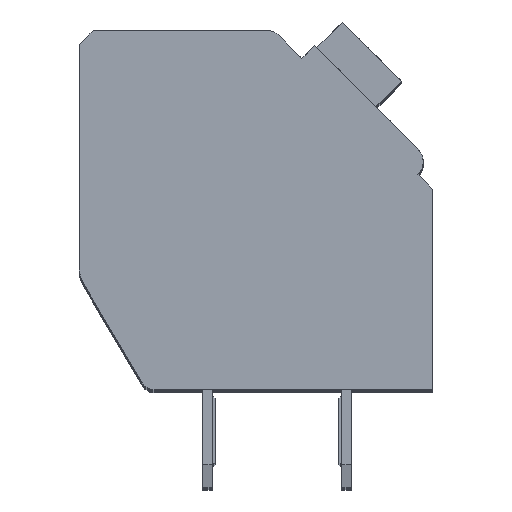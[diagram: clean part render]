
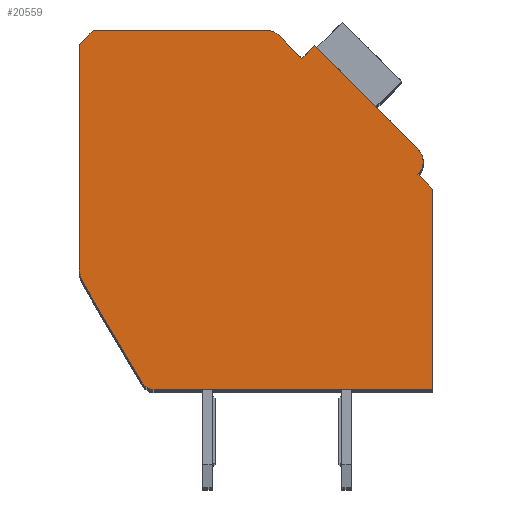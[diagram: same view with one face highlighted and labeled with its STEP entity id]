
A CAD part, top view. The second image highlights one B-rep face of the part: STEP entity #20559.
In plain terms, the highlighted planar face has unit normal (0, 0, 1).
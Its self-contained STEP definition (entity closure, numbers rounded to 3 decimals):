
#433=DIRECTION('',(0.,-1.,0.));
#434=VECTOR('',#433,8.053);
#435=CARTESIAN_POINT('',(-12.7,12.4,2.1));
#436=LINE('',#435,#434);
#437=DIRECTION('',(-0.707,-0.707,0.));
#438=VECTOR('',#437,0.707);
#439=CARTESIAN_POINT('',(-12.2,12.9,2.1));
#440=LINE('',#439,#438);
#441=DIRECTION('',(-1.,0.,0.));
#442=VECTOR('',#441,6.298);
#443=CARTESIAN_POINT('',(-5.902,12.9,2.1));
#444=LINE('',#443,#442);
#445=CARTESIAN_POINT('',(-5.902,12.4,2.1));
#446=DIRECTION('',(0.,0.,1.));
#447=DIRECTION('',(0.707,0.707,0.));
#448=AXIS2_PLACEMENT_3D('',#445,#446,#447);
#450=DIRECTION('',(-0.707,0.707,0.));
#451=VECTOR('',#450,1.197);
#452=CARTESIAN_POINT('',(-4.702,11.907,2.1));
#453=LINE('',#452,#451);
#454=DIRECTION('',(-0.707,-0.707,0.));
#455=VECTOR('',#454,0.65);
#456=CARTESIAN_POINT('',(-4.243,12.367,2.1));
#457=LINE('',#456,#455);
#458=DIRECTION('',(-0.707,0.707,0.));
#459=VECTOR('',#458,5.25);
#460=CARTESIAN_POINT('',(-0.53,8.655,2.1));
#461=LINE('',#460,#459);
#462=CARTESIAN_POINT('',(-0.99,8.195,2.1));
#463=DIRECTION('',(0.,0.,1.));
#464=DIRECTION('',(0.707,-0.707,0.));
#465=AXIS2_PLACEMENT_3D('',#462,#463,#464);
#467=DIRECTION('',(-0.707,0.707,0.));
#468=VECTOR('',#467,0.75);
#469=CARTESIAN_POINT('',(0.,7.205,2.1));
#470=LINE('',#469,#468);
#471=DIRECTION('',(0.,1.,0.));
#472=VECTOR('',#471,7.205);
#473=CARTESIAN_POINT('',(0.,0.,2.1));
#474=LINE('',#473,#472);
#475=DIRECTION('',(1.,0.,0.));
#476=VECTOR('',#475,10.014);
#477=CARTESIAN_POINT('',(-10.014,0.,2.1));
#478=LINE('',#477,#476);
#479=CARTESIAN_POINT('',(-10.014,0.5,2.1));
#480=DIRECTION('',(0.,0.,1.));
#481=DIRECTION('',(-0.862,-0.508,0.));
#482=AXIS2_PLACEMENT_3D('',#479,#480,#481);
#484=DIRECTION('',(0.508,-0.862,0.));
#485=VECTOR('',#484,4.17);
#486=CARTESIAN_POINT('',(-12.562,3.839,2.1));
#487=LINE('',#486,#485);
#488=CARTESIAN_POINT('',(-11.7,4.347,2.1));
#489=DIRECTION('',(0.,0.,1.));
#490=DIRECTION('',(-1.,0.,0.));
#491=AXIS2_PLACEMENT_3D('',#488,#489,#490);
#15401=CARTESIAN_POINT('',(-12.7,12.4,2.1));
#15402=CARTESIAN_POINT('',(-12.7,4.347,2.1));
#15403=VERTEX_POINT('',#15401);
#15404=VERTEX_POINT('',#15402);
#15405=CARTESIAN_POINT('',(-12.562,3.839,2.1));
#15406=VERTEX_POINT('',#15405);
#15407=CARTESIAN_POINT('',(-10.445,0.246,2.1));
#15408=VERTEX_POINT('',#15407);
#15409=CARTESIAN_POINT('',(-10.014,0.,2.1));
#15410=VERTEX_POINT('',#15409);
#15411=CARTESIAN_POINT('',(0.,0.,2.1));
#15412=VERTEX_POINT('',#15411);
#15413=CARTESIAN_POINT('',(0.,7.205,2.1));
#15414=VERTEX_POINT('',#15413);
#15415=CARTESIAN_POINT('',(-0.53,7.735,2.1));
#15416=VERTEX_POINT('',#15415);
#15417=CARTESIAN_POINT('',(-0.53,8.655,2.1));
#15418=VERTEX_POINT('',#15417);
#15419=CARTESIAN_POINT('',(-4.243,12.367,2.1));
#15420=VERTEX_POINT('',#15419);
#15421=CARTESIAN_POINT('',(-4.702,11.907,2.1));
#15422=VERTEX_POINT('',#15421);
#15423=CARTESIAN_POINT('',(-5.548,12.754,2.1));
#15424=VERTEX_POINT('',#15423);
#15425=CARTESIAN_POINT('',(-5.902,12.9,2.1));
#15426=VERTEX_POINT('',#15425);
#15427=CARTESIAN_POINT('',(-12.2,12.9,2.1));
#15428=VERTEX_POINT('',#15427);
#20526=CARTESIAN_POINT('',(0.,0.,2.1));
#20527=DIRECTION('',(0.,0.,1.));
#20528=DIRECTION('',(1.,0.,0.));
#20529=AXIS2_PLACEMENT_3D('',#20526,#20527,#20528);
#20530=PLANE('',#20529);
#20531=ORIENTED_EDGE('',*,*,#20121,.F.);
#20533=ORIENTED_EDGE('',*,*,#20532,.F.);
#20535=ORIENTED_EDGE('',*,*,#20534,.F.);
#20537=ORIENTED_EDGE('',*,*,#20536,.F.);
#20539=ORIENTED_EDGE('',*,*,#20538,.F.);
#20541=ORIENTED_EDGE('',*,*,#20540,.F.);
#20543=ORIENTED_EDGE('',*,*,#20542,.F.);
#20545=ORIENTED_EDGE('',*,*,#20544,.F.);
#20547=ORIENTED_EDGE('',*,*,#20546,.F.);
#20549=ORIENTED_EDGE('',*,*,#20548,.F.);
#20551=ORIENTED_EDGE('',*,*,#20550,.F.);
#20553=ORIENTED_EDGE('',*,*,#20552,.F.);
#20555=ORIENTED_EDGE('',*,*,#20554,.F.);
#20556=ORIENTED_EDGE('',*,*,#20279,.F.);
#20557=EDGE_LOOP('',(#20531,#20533,#20535,#20537,#20539,#20541,#20543,#20545,
#20547,#20549,#20551,#20553,#20555,#20556));
#20558=FACE_OUTER_BOUND('',#20557,.F.);
#449=CIRCLE('',#448,0.5);
#466=CIRCLE('',#465,0.65);
#483=CIRCLE('',#482,0.5);
#492=CIRCLE('',#491,1.);
#20121=EDGE_CURVE('',#15403,#15404,#436,.T.);
#20279=EDGE_CURVE('',#15404,#15406,#492,.T.);
#20532=EDGE_CURVE('',#15428,#15403,#440,.T.);
#20534=EDGE_CURVE('',#15426,#15428,#444,.T.);
#20536=EDGE_CURVE('',#15424,#15426,#449,.T.);
#20538=EDGE_CURVE('',#15422,#15424,#453,.T.);
#20540=EDGE_CURVE('',#15420,#15422,#457,.T.);
#20542=EDGE_CURVE('',#15418,#15420,#461,.T.);
#20544=EDGE_CURVE('',#15416,#15418,#466,.T.);
#20546=EDGE_CURVE('',#15414,#15416,#470,.T.);
#20548=EDGE_CURVE('',#15412,#15414,#474,.T.);
#20550=EDGE_CURVE('',#15410,#15412,#478,.T.);
#20552=EDGE_CURVE('',#15408,#15410,#483,.T.);
#20554=EDGE_CURVE('',#15406,#15408,#487,.T.);
#20559=ADVANCED_FACE('',(#20558),#20530,.T.);
